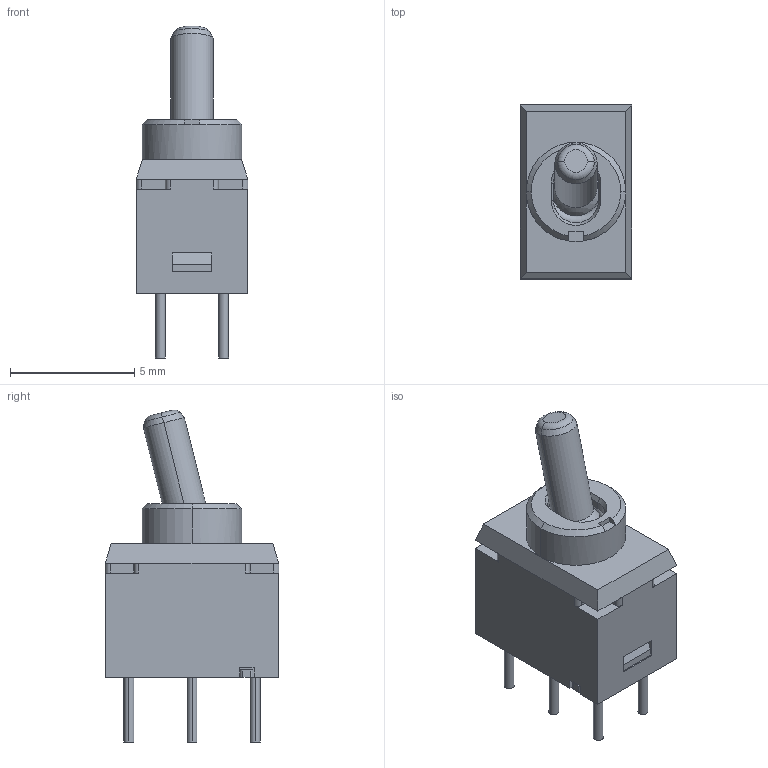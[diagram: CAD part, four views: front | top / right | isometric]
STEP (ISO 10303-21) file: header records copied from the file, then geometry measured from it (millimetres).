
FILE_DESCRIPTION (( 'STEP AP214' ), '1' );
FILE_NAME ('G12AP_with_color.STEP', '2021-07-31T18:48:31', ( '' ), ( '' ), 'SwSTEP 2.0', 'SolidWorks 2019', '' );
FILE_SCHEMA (( 'AUTOMOTIVE_DESIGN' ));
Length unit declared in the file: millimetre
Products named in the file (1): G12AP_with_color
Bounding box: 4.5 x 7 x 13.37 mm (x, y, z)
Volume: 193.2 mm3; surface area: 276.7 mm2
Topology: 1 solids, 1 shells, 147 faces, 396 edges, 252 vertices
Faces by surface type: plane 95, cylinder 38, cone 7, torus 4, sphere 3
Entity records: 6203 total; most frequent: CARTESIAN_POINT 880, ORIENTED_EDGE 792, DIRECTION 782, EDGE_CURVE 396, LINE 276, VECTOR 276, AXIS2_PLACEMENT_3D 253, VERTEX_POINT 252
